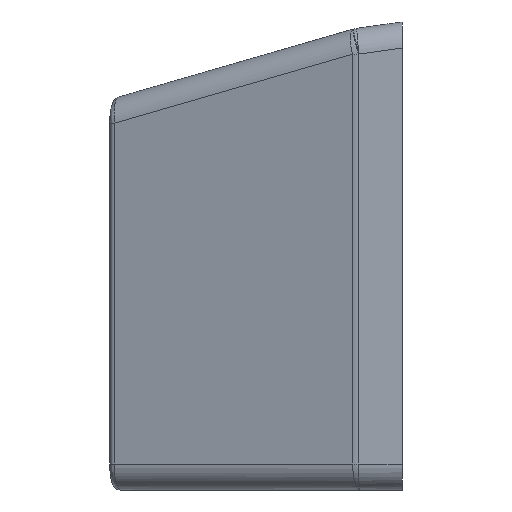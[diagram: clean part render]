
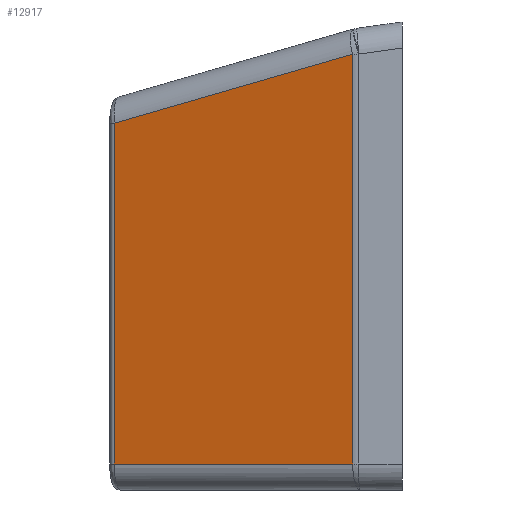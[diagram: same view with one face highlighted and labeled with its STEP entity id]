
A CAD part, left-side view. The second image highlights one B-rep face of the part: STEP entity #12917.
In plain terms, the highlighted planar face has unit normal (-0.957, 0.29, 0).
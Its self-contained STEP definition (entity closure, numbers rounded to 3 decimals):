
#12150 = CYLINDRICAL_SURFACE('',#12151,1.);
#12151 = AXIS2_PLACEMENT_3D('',#12152,#12153,#12154);
#12152 = CARTESIAN_POINT('',(3.957,11.01,1.));
#12153 = DIRECTION('',(-0.29,-0.957,0.));
#12154 = DIRECTION('',(0.957,-0.29,0.));
#12917 = ADVANCED_FACE('',(#12918),#12932,.F.);
#12918 = FACE_BOUND('',#12919,.T.);
#12919 = EDGE_LOOP('',(#12920,#12955,#12978,#13006));
#12920 = ORIENTED_EDGE('',*,*,#12921,.T.);
#12921 = EDGE_CURVE('',#12922,#12924,#12926,.T.);
#12922 = VERTEX_POINT('',#12923);
#12923 = CARTESIAN_POINT('',(2.932,11.077,
    14.107));
#12924 = VERTEX_POINT('',#12925);
#12925 = CARTESIAN_POINT('',(2.932,11.077,1.));
#12926 = SURFACE_CURVE('',#12927,(#12931,#12943),.PCURVE_S1.);
#12927 = LINE('',#12928,#12929);
#12928 = CARTESIAN_POINT('',(2.932,11.077,
    -11.691));
#12929 = VECTOR('',#12930,1.);
#12930 = DIRECTION('',(0.,-0.,-1.));
#12931 = PCURVE('',#12932,#12937);
#12932 = PLANE('',#12933);
#12933 = AXIS2_PLACEMENT_3D('',#12934,#12935,#12936);
#12934 = CARTESIAN_POINT('',(3.,11.3,-11.691));
#12935 = DIRECTION('',(0.957,-0.29,0.));
#12936 = DIRECTION('',(0.29,0.957,0.));
#12937 = DEFINITIONAL_REPRESENTATION('',(#12938),#12942);
#12938 = LINE('',#12939,#12940);
#12939 = CARTESIAN_POINT('',(-0.233,0.));
#12940 = VECTOR('',#12941,1.);
#12941 = DIRECTION('',(0.,-1.));
#12942 = ( GEOMETRIC_REPRESENTATION_CONTEXT(2) 
PARAMETRIC_REPRESENTATION_CONTEXT() REPRESENTATION_CONTEXT('2D SPACE',''
  ) );
#12943 = PCURVE('',#12944,#12949);
#12944 = CYLINDRICAL_SURFACE('',#12945,0.25);
#12945 = AXIS2_PLACEMENT_3D('',#12946,#12947,#12948);
#12946 = CARTESIAN_POINT('',(3.172,11.004,1.));
#12947 = DIRECTION('',(-0.,-0.,1.));
#12948 = DIRECTION('',(1.,0.,0.));
#12949 = DEFINITIONAL_REPRESENTATION('',(#12950),#12954);
#12950 = LINE('',#12951,#12952);
#12951 = CARTESIAN_POINT('',(2.848,-12.691));
#12952 = VECTOR('',#12953,1.);
#12953 = DIRECTION('',(0.,-1.));
#12954 = ( GEOMETRIC_REPRESENTATION_CONTEXT(2) 
PARAMETRIC_REPRESENTATION_CONTEXT() REPRESENTATION_CONTEXT('2D SPACE',''
  ) );
#12955 = ORIENTED_EDGE('',*,*,#12956,.T.);
#12956 = EDGE_CURVE('',#12924,#12957,#12959,.T.);
#12957 = VERTEX_POINT('',#12958);
#12958 = CARTESIAN_POINT('',(0.158,1.908,1.));
#12959 = SURFACE_CURVE('',#12960,(#12964,#12971),.PCURVE_S1.);
#12960 = LINE('',#12961,#12962);
#12961 = CARTESIAN_POINT('',(3.,11.3,1.));
#12962 = VECTOR('',#12963,1.);
#12963 = DIRECTION('',(-0.29,-0.957,0.));
#12964 = PCURVE('',#12932,#12965);
#12965 = DEFINITIONAL_REPRESENTATION('',(#12966),#12970);
#12966 = LINE('',#12967,#12968);
#12967 = CARTESIAN_POINT('',(0.,12.691));
#12968 = VECTOR('',#12969,1.);
#12969 = DIRECTION('',(-1.,0.));
#12970 = ( GEOMETRIC_REPRESENTATION_CONTEXT(2) 
PARAMETRIC_REPRESENTATION_CONTEXT() REPRESENTATION_CONTEXT('2D SPACE',''
  ) );
#12971 = PCURVE('',#12150,#12972);
#12972 = DEFINITIONAL_REPRESENTATION('',(#12973),#12977);
#12973 = LINE('',#12974,#12975);
#12974 = CARTESIAN_POINT('',(3.142,0.));
#12975 = VECTOR('',#12976,1.);
#12976 = DIRECTION('',(0.,1.));
#12977 = ( GEOMETRIC_REPRESENTATION_CONTEXT(2) 
PARAMETRIC_REPRESENTATION_CONTEXT() REPRESENTATION_CONTEXT('2D SPACE',''
  ) );
#12978 = ORIENTED_EDGE('',*,*,#12979,.T.);
#12979 = EDGE_CURVE('',#12957,#12980,#12982,.T.);
#12980 = VERTEX_POINT('',#12981);
#12981 = CARTESIAN_POINT('',(0.158,1.908,
    16.762));
#12982 = SURFACE_CURVE('',#12983,(#12987,#12994),.PCURVE_S1.);
#12983 = LINE('',#12984,#12985);
#12984 = CARTESIAN_POINT('',(0.158,1.908,
    -11.691));
#12985 = VECTOR('',#12986,1.);
#12986 = DIRECTION('',(0.,0.,1.));
#12987 = PCURVE('',#12932,#12988);
#12988 = DEFINITIONAL_REPRESENTATION('',(#12989),#12993);
#12989 = LINE('',#12990,#12991);
#12990 = CARTESIAN_POINT('',(-9.813,0.));
#12991 = VECTOR('',#12992,1.);
#12992 = DIRECTION('',(0.,1.));
#12993 = ( GEOMETRIC_REPRESENTATION_CONTEXT(2) 
PARAMETRIC_REPRESENTATION_CONTEXT() REPRESENTATION_CONTEXT('2D SPACE',''
  ) );
#12994 = PCURVE('',#12995,#13000);
#12995 = CYLINDRICAL_SURFACE('',#12996,1.);
#12996 = AXIS2_PLACEMENT_3D('',#12997,#12998,#12999);
#12997 = CARTESIAN_POINT('',(1.115,1.618,
    -11.691));
#12998 = DIRECTION('',(0.,0.,1.));
#12999 = DIRECTION('',(1.,0.,-0.));
#13000 = DEFINITIONAL_REPRESENTATION('',(#13001),#13005);
#13001 = LINE('',#13002,#13003);
#13002 = CARTESIAN_POINT('',(2.848,0.));
#13003 = VECTOR('',#13004,1.);
#13004 = DIRECTION('',(0.,1.));
#13005 = ( GEOMETRIC_REPRESENTATION_CONTEXT(2) 
PARAMETRIC_REPRESENTATION_CONTEXT() REPRESENTATION_CONTEXT('2D SPACE',''
  ) );
#13006 = ORIENTED_EDGE('',*,*,#13007,.T.);
#13007 = EDGE_CURVE('',#12980,#12922,#13008,.T.);
#13008 = SURFACE_CURVE('',#13009,(#13013,#13020),.PCURVE_S1.);
#13009 = LINE('',#13010,#13011);
#13010 = CARTESIAN_POINT('',(4.918,17.638,
    12.208));
#13011 = VECTOR('',#13012,1.);
#13012 = DIRECTION('',(0.279,0.922,-0.267));
#13013 = PCURVE('',#12932,#13014);
#13014 = DEFINITIONAL_REPRESENTATION('',(#13015),#13019);
#13015 = LINE('',#13016,#13017);
#13016 = CARTESIAN_POINT('',(6.622,23.9));
#13017 = VECTOR('',#13018,1.);
#13018 = DIRECTION('',(0.964,-0.267));
#13019 = ( GEOMETRIC_REPRESENTATION_CONTEXT(2) 
PARAMETRIC_REPRESENTATION_CONTEXT() REPRESENTATION_CONTEXT('2D SPACE',''
  ) );
#13020 = PCURVE('',#13021,#13026);
#13021 = CYLINDRICAL_SURFACE('',#13022,1.);
#13022 = AXIS2_PLACEMENT_3D('',#13023,#13024,#13025);
#13023 = CARTESIAN_POINT('',(5.875,17.348,
    12.208));
#13024 = DIRECTION('',(0.279,0.922,-0.267));
#13025 = DIRECTION('',(-0.957,0.29,0.
    ));
#13026 = DEFINITIONAL_REPRESENTATION('',(#13027),#13031);
#13027 = LINE('',#13028,#13029);
#13028 = CARTESIAN_POINT('',(0.,0.));
#13029 = VECTOR('',#13030,1.);
#13030 = DIRECTION('',(0.,1.));
#13031 = ( GEOMETRIC_REPRESENTATION_CONTEXT(2) 
PARAMETRIC_REPRESENTATION_CONTEXT() REPRESENTATION_CONTEXT('2D SPACE',''
  ) );
